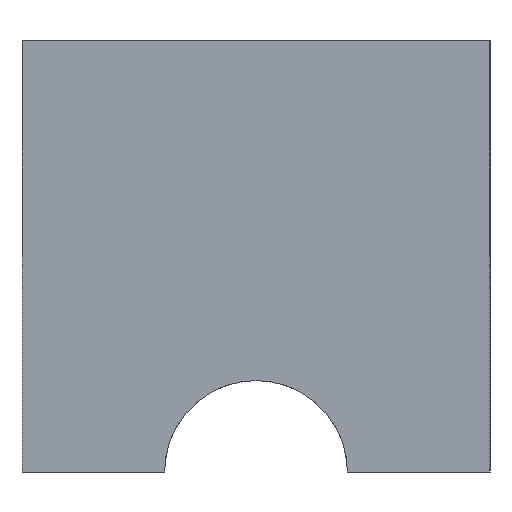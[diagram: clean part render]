
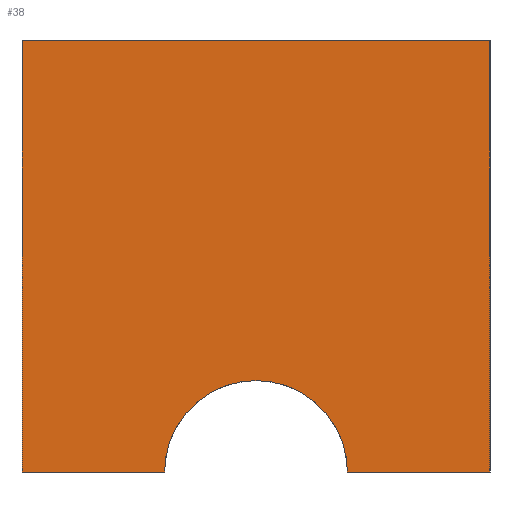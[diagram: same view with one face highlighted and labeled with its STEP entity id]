
A CAD part, left-side view. The second image highlights one B-rep face of the part: STEP entity #38.
In plain terms, the highlighted planar face has unit normal (-1, 0, 0).
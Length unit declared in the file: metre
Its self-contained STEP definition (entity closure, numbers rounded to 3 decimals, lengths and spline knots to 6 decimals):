
#38 = ADVANCED_FACE( '', ( #82 ), #83, .T. );
#82 = FACE_OUTER_BOUND( '', #131, .T. );
#83 = PLANE( '', #132 );
#131 = EDGE_LOOP( '', ( #180, #181, #182, #183, #184, #185 ) );
#132 = AXIS2_PLACEMENT_3D( '', #186, #187, #188 );
#180 = ORIENTED_EDGE( '', *, *, #281, .F. );
#181 = ORIENTED_EDGE( '', *, *, #282, .F. );
#182 = ORIENTED_EDGE( '', *, *, #274, .T. );
#183 = ORIENTED_EDGE( '', *, *, #283, .T. );
#184 = ORIENTED_EDGE( '', *, *, #284, .F. );
#185 = ORIENTED_EDGE( '', *, *, #285, .F. );
#186 = CARTESIAN_POINT( '', ( -0.1388, -0.032502, 0.078 ) );
#187 = DIRECTION( '', ( -1., 0., 0. ) );
#188 = DIRECTION( '', ( 0., 0., 1. ) );
#274 = EDGE_CURVE( '', #315, #316, #317, .T. );
#281 = EDGE_CURVE( '', #328, #329, #330, .T. );
#282 = EDGE_CURVE( '', #315, #328, #331, .T. );
#283 = EDGE_CURVE( '', #316, #332, #333, .T. );
#284 = EDGE_CURVE( '', #334, #332, #335, .T. );
#285 = EDGE_CURVE( '', #329, #334, #336, .T. );
#315 = VERTEX_POINT( '', #375 );
#316 = VERTEX_POINT( '', #376 );
#317 = LINE( '', #377, #378 );
#328 = VERTEX_POINT( '', #392 );
#329 = VERTEX_POINT( '', #393 );
#330 = CIRCLE( '', #394, 0.0127 );
#331 = LINE( '', #395, #396 );
#332 = VERTEX_POINT( '', #397 );
#333 = LINE( '', #398, #399 );
#334 = VERTEX_POINT( '', #400 );
#335 = LINE( '', #401, #402 );
#336 = LINE( '', #403, #404 );
#375 = CARTESIAN_POINT( '', ( -0.1388, -0.0325, 0.048 ) );
#376 = CARTESIAN_POINT( '', ( -0.1388, -0.0325, 0.108 ) );
#377 = CARTESIAN_POINT( '', ( -0.1388, -0.0325, 0.078 ) );
#378 = VECTOR( '', #463, 1. );
#392 = CARTESIAN_POINT( '', ( -0.1388, -0.0127, 0.048 ) );
#393 = CARTESIAN_POINT( '', ( -0.1388, 0.0127, 0.048 ) );
#394 = AXIS2_PLACEMENT_3D( '', #473, #474, #475 );
#395 = CARTESIAN_POINT( '', ( -0.1388, -0.032502, 0.048 ) );
#396 = VECTOR( '', #476, 1. );
#397 = CARTESIAN_POINT( '', ( -0.1388, 0.0325, 0.108 ) );
#398 = CARTESIAN_POINT( '', ( -0.1388, -0.032502, 0.108 ) );
#399 = VECTOR( '', #477, 1. );
#400 = CARTESIAN_POINT( '', ( -0.1388, 0.0325, 0.048 ) );
#401 = CARTESIAN_POINT( '', ( -0.1388, 0.0325, 0.078 ) );
#402 = VECTOR( '', #478, 1. );
#403 = CARTESIAN_POINT( '', ( -0.1388, -0.032502, 0.048 ) );
#404 = VECTOR( '', #479, 1. );
#463 = DIRECTION( '', ( 0., 0., 1. ) );
#473 = CARTESIAN_POINT( '', ( -0.1388, 0., 0.048 ) );
#474 = DIRECTION( '', ( -1., 0., 0. ) );
#475 = DIRECTION( '', ( 0., 0., 1. ) );
#476 = DIRECTION( '', ( 0., 1., 0. ) );
#477 = DIRECTION( '', ( 0., 1., 0. ) );
#478 = DIRECTION( '', ( 0., 0., 1. ) );
#479 = DIRECTION( '', ( 0., 1., 0. ) );
